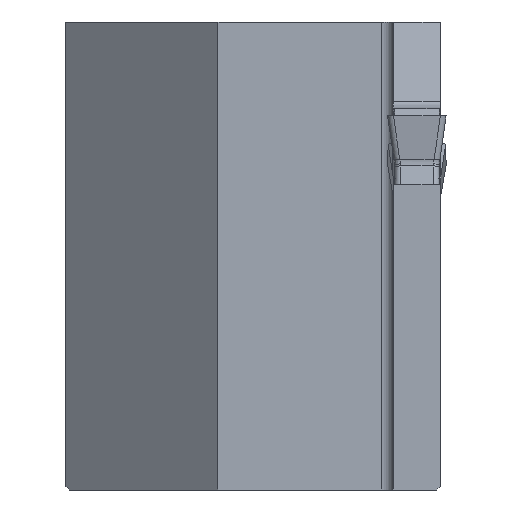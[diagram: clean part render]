
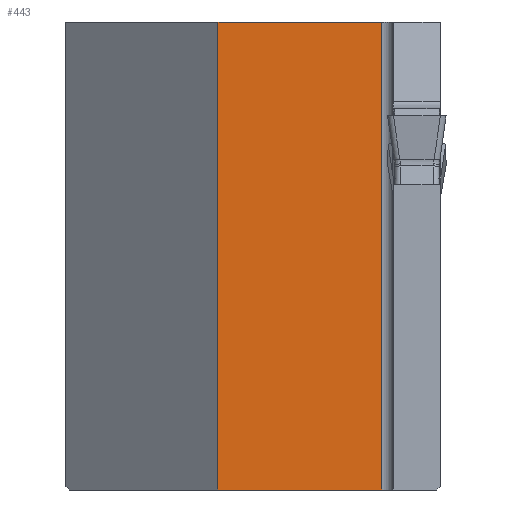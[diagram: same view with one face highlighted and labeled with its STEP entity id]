
A CAD part, left-side view. The second image highlights one B-rep face of the part: STEP entity #443.
In plain terms, the highlighted planar face has unit normal (-1, 0, 0).
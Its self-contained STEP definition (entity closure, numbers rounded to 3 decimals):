
#443=ADVANCED_FACE('',(#564),#519,.F.);
#519=PLANE('',#1723);
#564=FACE_OUTER_BOUND('',#640,.T.);
#640=EDGE_LOOP('',(#1049,#1050,#1051,#1052));
#714=LINE('',#2254,#838);
#734=LINE('',#2300,#858);
#753=LINE('',#2340,#877);
#754=LINE('',#2341,#878);
#838=VECTOR('',#1857,1.);
#858=VECTOR('',#1895,1.);
#877=VECTOR('',#1944,1.);
#878=VECTOR('',#1945,1.);
#1049=ORIENTED_EDGE('',*,*,#1485,.F.);
#1050=ORIENTED_EDGE('',*,*,#1529,.T.);
#1051=ORIENTED_EDGE('',*,*,#1508,.T.);
#1052=ORIENTED_EDGE('',*,*,#1530,.T.);
#1359=VERTEX_POINT('',#2253);
#1360=VERTEX_POINT('',#2255);
#1376=VERTEX_POINT('',#2299);
#1377=VERTEX_POINT('',#2301);
#1485=EDGE_CURVE('',#1359,#1360,#714,.T.);
#1508=EDGE_CURVE('',#1377,#1376,#734,.T.);
#1529=EDGE_CURVE('',#1359,#1377,#753,.T.);
#1530=EDGE_CURVE('',#1376,#1360,#754,.T.);
#1723=AXIS2_PLACEMENT_3D('',#2342,#1946,#1947);
#1857=DIRECTION('',(0.,-1.,0.));
#1895=DIRECTION('',(0.,-1.,0.));
#1944=DIRECTION('',(0.,0.,-1.));
#1945=DIRECTION('',(0.,0.,1.));
#1946=DIRECTION('',(1.,0.,0.));
#1947=DIRECTION('',(0.,0.,-1.));
#2253=CARTESIAN_POINT('',(26.,-13.,8.));
#2254=CARTESIAN_POINT('',(26.,1.9,8.));
#2255=CARTESIAN_POINT('',(26.,-27.,8.));
#2299=CARTESIAN_POINT('',(26.,-27.,-32.));
#2300=CARTESIAN_POINT('',(26.,1.9,-32.));
#2301=CARTESIAN_POINT('',(26.,-13.,-32.));
#2340=CARTESIAN_POINT('',(26.,-13.,-37.));
#2341=CARTESIAN_POINT('',(26.,-27.,8.));
#2342=CARTESIAN_POINT('',(26.,1.9,-32.));
